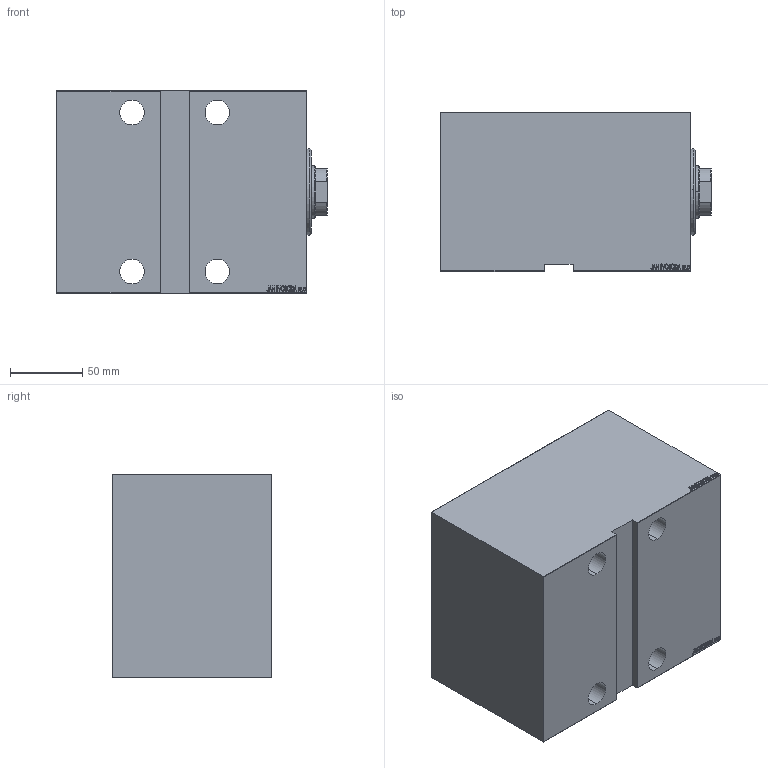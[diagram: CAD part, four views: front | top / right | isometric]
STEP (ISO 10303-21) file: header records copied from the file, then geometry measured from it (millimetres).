
FILE_DESCRIPTION (( 'STEP AP203' ), '1' );
FILE_NAME ('9a14.STEP', '2022-04-16T19:50:13', ( '' ), ( '' ), 'SwSTEP 2.0', 'SolidWorks 2019', '' );
FILE_SCHEMA (( 'CONFIG_CONTROL_DESIGN' ));
Length unit declared in the file: millimetre
Products named in the file (4): V450CM_G_VCP fef45724d77506c465336f23c0cc5a29; V450CM_G_Body fef45724d77506c465336f23c0cc5a29; 9a14; V450CM_VC_G fef45724d77506c465336f23c0cc5a29
Assembly tree (3 placements, depth 2):
  9a14
    V450CM_G_Body fef45724d77506c465336f23c0cc5a29
    V450CM_G_VCP fef45724d77506c465336f23c0cc5a29
    V450CM_VC_G fef45724d77506c465336f23c0cc5a29
Bounding box: 187 x 110 x 140 mm (x, y, z)
Volume: 2065198.7 mm3; surface area: 234146.1 mm2
Topology: 3 solids, 3 shells, 840 faces, 2166 edges, 1437 vertices
Faces by surface type: plane 406, bspline 380, cylinder 40, cone 14
Entity records: 42686 total; most frequent: CARTESIAN_POINT 24307, ORIENTED_EDGE 4328, DIRECTION 2424, EDGE_CURVE 2164, VERTEX_POINT 1437, LINE 1300, VECTOR 1300, EDGE_LOOP 957
